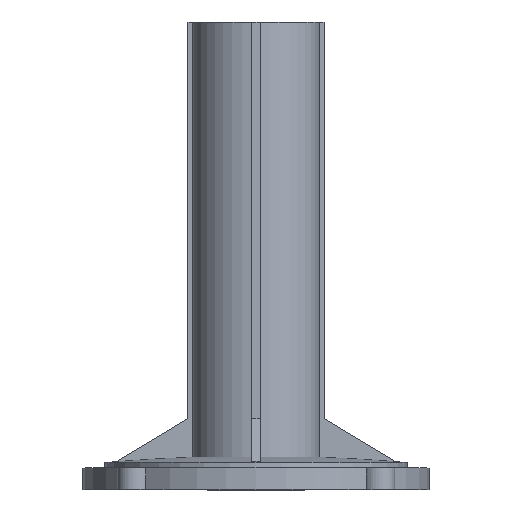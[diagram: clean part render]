
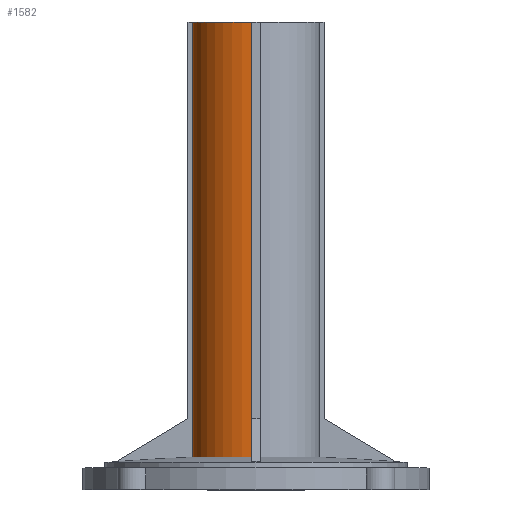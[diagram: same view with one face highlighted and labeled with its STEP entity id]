
A CAD part, top view. The second image highlights one B-rep face of the part: STEP entity #1582.
In plain terms, the highlighted cylindrical face has radius 74.93 mm (diameter 149.86 mm), a partial arc.
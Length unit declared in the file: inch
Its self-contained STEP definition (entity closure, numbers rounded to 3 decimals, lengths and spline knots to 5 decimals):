
#26 = ORIENTED_EDGE ( 'NONE', *, *, #1127, .T. ) ;
#84 = ORIENTED_EDGE ( 'NONE', *, *, #345, .T. ) ;
#145 = CIRCLE ( 'NONE', #1816, 2.95 ) ;
#148 = LINE ( 'NONE', #900, #1077 ) ;
#151 = DIRECTION ( 'NONE',  ( -1., 0., 0. ) ) ;
#199 = ORIENTED_EDGE ( 'NONE', *, *, #2096, .F. ) ;
#244 = CARTESIAN_POINT ( 'NONE',  ( -2.94321, 21.6, 0.2 ) ) ;
#345 = EDGE_CURVE ( 'NONE', #2307, #1747, #554, .T. ) ;
#470 = DIRECTION ( 'NONE',  ( -1., 0., 0. ) ) ;
#554 = LINE ( 'NONE', #1913, #1930 ) ;
#735 = ORIENTED_EDGE ( 'NONE', *, *, #2451, .F. ) ;
#815 = CARTESIAN_POINT ( 'NONE',  ( -0.2, 21.6, 2.94321 ) ) ;
#900 = CARTESIAN_POINT ( 'NONE',  ( -2.94321, 1., 0.2 ) ) ;
#907 = CARTESIAN_POINT ( 'NONE',  ( -2.94321, 1.5, 0.2 ) ) ;
#915 = VERTEX_POINT ( 'NONE', #244 ) ;
#928 = DIRECTION ( 'NONE',  ( 0., 1., 0. ) ) ;
#1035 = CARTESIAN_POINT ( 'NONE',  ( 0., 1.5, 0. ) ) ;
#1077 = VECTOR ( 'NONE', #2212, 39.37008 ) ;
#1086 = AXIS2_PLACEMENT_3D ( 'NONE', #1035, #2034, #470 ) ;
#1119 = CIRCLE ( 'NONE', #1086, 2.95 ) ;
#1127 = EDGE_CURVE ( 'NONE', #1575, #2307, #1119, .T. ) ;
#1135 = DIRECTION ( 'NONE',  ( 1., 0., 0. ) ) ;
#1411 = CARTESIAN_POINT ( 'NONE',  ( -0.2, 1.5, 2.94321 ) ) ;
#1468 = CARTESIAN_POINT ( 'NONE',  ( 0., 21.6, 0. ) ) ;
#1512 = CARTESIAN_POINT ( 'NONE',  ( 0., 21.6, 0. ) ) ;
#1575 = VERTEX_POINT ( 'NONE', #907 ) ;
#1582 = ADVANCED_FACE ( 'NONE', ( #2232 ), #1883, .T. ) ;
#1666 = DIRECTION ( 'NONE',  ( 0., -1., 0. ) ) ;
#1747 = VERTEX_POINT ( 'NONE', #815 ) ;
#1816 = AXIS2_PLACEMENT_3D ( 'NONE', #1512, #928, #151 ) ;
#1883 = CYLINDRICAL_SURFACE ( 'NONE', #2444, 2.95 ) ;
#1913 = CARTESIAN_POINT ( 'NONE',  ( -0.2, 1., 2.94321 ) ) ;
#1930 = VECTOR ( 'NONE', #2065, 39.37008 ) ;
#2034 = DIRECTION ( 'NONE',  ( 0., 1., 0. ) ) ;
#2059 = EDGE_LOOP ( 'NONE', ( #26, #84, #199, #735 ) ) ;
#2065 = DIRECTION ( 'NONE',  ( 0., 1., 0. ) ) ;
#2096 = EDGE_CURVE ( 'NONE', #915, #1747, #145, .T. ) ;
#2212 = DIRECTION ( 'NONE',  ( 0., 1., 0. ) ) ;
#2232 = FACE_OUTER_BOUND ( 'NONE', #2059, .T. ) ;
#2307 = VERTEX_POINT ( 'NONE', #1411 ) ;
#2444 = AXIS2_PLACEMENT_3D ( 'NONE', #1468, #1666, #1135 ) ;
#2451 = EDGE_CURVE ( 'NONE', #1575, #915, #148, .T. ) ;
